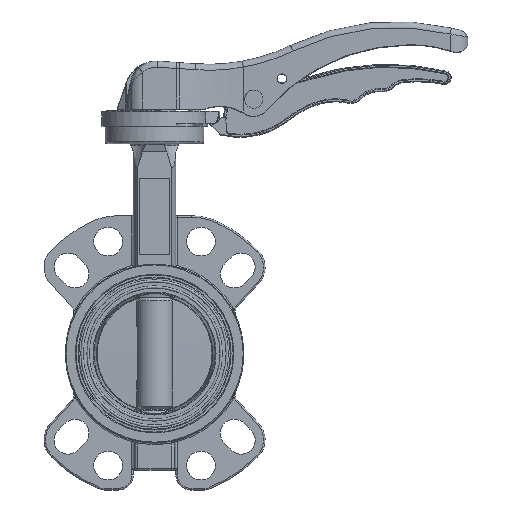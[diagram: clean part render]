
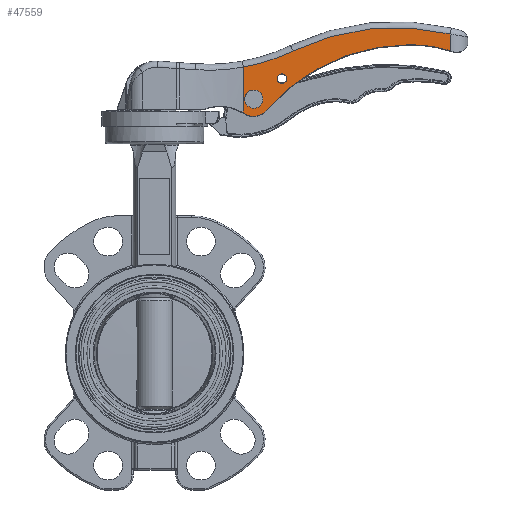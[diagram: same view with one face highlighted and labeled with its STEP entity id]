
A CAD part, top view. The second image highlights one B-rep face of the part: STEP entity #47559.
In plain terms, the highlighted planar face has unit normal (0, 0, 1).
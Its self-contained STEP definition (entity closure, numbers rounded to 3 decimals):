
#27781 = CARTESIAN_POINT ( 'NONE',  ( 168.179, 203.83, 11.75 ) ) ;
#27817 = CARTESIAN_POINT ( 'NONE',  ( 73.632, 160.358, 11.75 ) ) ;
#27825 = CARTESIAN_POINT ( 'NONE',  ( 58.66, 158.725, 11.75 ) ) ;
#27838 = CARTESIAN_POINT ( 'NONE',  ( 42.66, 132.7, 11.75 ) ) ;
#27839 = FACE_BOUND ( 'NONE', #47603, .T. ) ;
#27842 = CARTESIAN_POINT ( 'NONE',  ( 58.66, 246.4, 11.75 ) ) ;
#27843 = AXIS2_PLACEMENT_3D ( 'NONE', #27858, #27893, #27892 ) ;
#27844 = DIRECTION ( 'NONE',  ( 0., -1., 0. ) ) ;
#27845 = VECTOR ( 'NONE', #27844, 1000. ) ;
#27846 = PLANE ( 'NONE',  #27847 ) ;
#27847 = AXIS2_PLACEMENT_3D ( 'NONE', #27842, #27882, #27881 ) ;
#27848 = CIRCLE ( 'NONE', #27852, 30.55 ) ;
#27849 = FACE_OUTER_BOUND ( 'NONE', #47560, .T. ) ;
#27850 = DIRECTION ( 'NONE',  ( -1., 0., 0. ) ) ;
#27851 = DIRECTION ( 'NONE',  ( 0., 0., -1. ) ) ;
#27852 = AXIS2_PLACEMENT_3D ( 'NONE', #27838, #27898, #27897 ) ;
#27853 = CARTESIAN_POINT ( 'NONE',  ( 58.66, 246.4, 11.75 ) ) ;
#27854 = CARTESIAN_POINT ( 'NONE',  ( 35.5, 315.943, 11.75 ) ) ;
#27855 = CIRCLE ( 'NONE', #27859, 129. ) ;
#27858 = CARTESIAN_POINT ( 'NONE',  ( 65.5, 167.9, 11.75 ) ) ;
#27859 = AXIS2_PLACEMENT_3D ( 'NONE', #27854, #27851, #27850 ) ;
#27860 = LINE ( 'NONE', #27853, #27845 ) ;
#27867 = DIRECTION ( 'NONE',  ( -1., 0., 0. ) ) ;
#27868 = DIRECTION ( 'NONE',  ( 0., 0., -1. ) ) ;
#27869 = CARTESIAN_POINT ( 'NONE',  ( 168.5, 78.58, 11.75 ) ) ;
#27870 = CARTESIAN_POINT ( 'NONE',  ( 59.306, 158.316, 11.75 ) ) ;
#27871 = CARTESIAN_POINT ( 'NONE',  ( 91.468, 199.716, 11.75 ) ) ;
#27872 = AXIS2_PLACEMENT_3D ( 'NONE', #27880, #27924, #27923 ) ;
#27874 = DIRECTION ( 'NONE',  ( -1., 0., 0. ) ) ;
#27875 = DIRECTION ( 'NONE',  ( 0., 0., -1. ) ) ;
#27876 = CARTESIAN_POINT ( 'NONE',  ( 168.415, 111.58, 11.75 ) ) ;
#27877 = AXIS2_PLACEMENT_3D ( 'NONE', #27876, #27875, #27874 ) ;
#27878 = CIRCLE ( 'NONE', #27877, 92.25 ) ;
#27879 = CIRCLE ( 'NONE', #27887, 125.25 ) ;
#27880 = CARTESIAN_POINT ( 'NONE',  ( 158.932, 59.614, 11.75 ) ) ;
#27881 = DIRECTION ( 'NONE',  ( -1., 0., 0. ) ) ;
#27882 = DIRECTION ( 'NONE',  ( 0., 0., -1. ) ) ;
#27884 = DIRECTION ( 'NONE',  ( -1., 0., 0. ) ) ;
#27885 = DIRECTION ( 'NONE',  ( 0., 0., 1. ) ) ;
#27886 = CARTESIAN_POINT ( 'NONE',  ( 65.3, 167.54, 11.75 ) ) ;
#27887 = AXIS2_PLACEMENT_3D ( 'NONE', #27869, #27868, #27867 ) ;
#27888 = FACE_BOUND ( 'NONE', #47558, .T. ) ;
#27889 = CIRCLE ( 'NONE', #27896, 11. ) ;
#27891 = CARTESIAN_POINT ( 'NONE',  ( 195., 210.873, 11.75 ) ) ;
#27892 = DIRECTION ( 'NONE',  ( -1., 0., 0. ) ) ;
#27893 = DIRECTION ( 'NONE',  ( 0., 0., -1. ) ) ;
#27894 = CIRCLE ( 'NONE', #27843, 6. ) ;
#27895 = CARTESIAN_POINT ( 'NONE',  ( 58.66, 189.039, 11.75 ) ) ;
#27896 = AXIS2_PLACEMENT_3D ( 'NONE', #27886, #27885, #27884 ) ;
#27897 = DIRECTION ( 'NONE',  ( -1., 0., 0. ) ) ;
#27898 = DIRECTION ( 'NONE',  ( 0., 0., -1. ) ) ;
#27916 = DIRECTION ( 'NONE',  ( 0., -1., 0. ) ) ;
#27917 = VECTOR ( 'NONE', #27916, 1000. ) ;
#27918 = CARTESIAN_POINT ( 'NONE',  ( 195., 246.4, 11.75 ) ) ;
#27919 = LINE ( 'NONE', #27918, #27917 ) ;
#27921 = CARTESIAN_POINT ( 'NONE',  ( 195., 199.917, 11.75 ) ) ;
#27923 = DIRECTION ( 'NONE',  ( -1., 0., 0. ) ) ;
#27924 = DIRECTION ( 'NONE',  ( 0., 0., 1. ) ) ;
#27925 = CIRCLE ( 'NONE', #27872, 155.5 ) ;
#27966 = DIRECTION ( 'NONE',  ( -1., 0., 0. ) ) ;
#27967 = DIRECTION ( 'NONE',  ( 0., 0., -1. ) ) ;
#27973 = CARTESIAN_POINT ( 'NONE',  ( 84., 181.4, 11.75 ) ) ;
#27974 = CIRCLE ( 'NONE', #27984, 3.15 ) ;
#27984 = AXIS2_PLACEMENT_3D ( 'NONE', #27973, #27967, #27966 ) ;
#33912 = CARTESIAN_POINT ( 'NONE',  ( 80.85, 181.4, 11.75 ) ) ;
#33915 = VERTEX_POINT ( 'NONE', #33912 ) ;
#33916 = CARTESIAN_POINT ( 'NONE',  ( 59.5, 167.9, 11.75 ) ) ;
#33919 = VERTEX_POINT ( 'NONE', #33916 ) ;
#47508 = VERTEX_POINT ( 'NONE', #27781 ) ;
#47513 = VERTEX_POINT ( 'NONE', #27817 ) ;
#47546 = EDGE_CURVE ( 'NONE', #47568, #47557, #27855, .T. ) ;
#47547 = ORIENTED_EDGE ( 'NONE', *, *, #47554, .T. ) ;
#47548 = VERTEX_POINT ( 'NONE', #27825 ) ;
#47549 = EDGE_CURVE ( 'NONE', #47557, #47548, #27860, .T. ) ;
#47550 = ORIENTED_EDGE ( 'NONE', *, *, #47549, .T. ) ;
#47551 = EDGE_CURVE ( 'NONE', #47548, #47569, #27848, .T. ) ;
#47552 = EDGE_CURVE ( 'NONE', #33919, #33919, #27894, .T. ) ;
#47553 = ORIENTED_EDGE ( 'NONE', *, *, #47551, .T. ) ;
#47554 = EDGE_CURVE ( 'NONE', #47569, #47513, #27889, .T. ) ;
#47555 = ORIENTED_EDGE ( 'NONE', *, *, #47552, .T. ) ;
#47557 = VERTEX_POINT ( 'NONE', #27895 ) ;
#47558 = EDGE_LOOP ( 'NONE', ( #47555 ) ) ;
#47559 = ADVANCED_FACE ( 'NONE', ( #27849, #27839, #27888 ), #27846, .F. ) ;
#47560 = EDGE_LOOP ( 'NONE', ( #47562, #47561, #47566, #47570, #47565, #47550, #47553, #47547 ) ) ;
#47561 = ORIENTED_EDGE ( 'NONE', *, *, #47563, .T. ) ;
#47562 = ORIENTED_EDGE ( 'NONE', *, *, #47564, .T. ) ;
#47563 = EDGE_CURVE ( 'NONE', #47508, #47573, #27878, .T. ) ;
#47564 = EDGE_CURVE ( 'NONE', #47513, #47508, #27879, .T. ) ;
#47565 = ORIENTED_EDGE ( 'NONE', *, *, #47546, .T. ) ;
#47566 = ORIENTED_EDGE ( 'NONE', *, *, #47572, .F. ) ;
#47567 = VERTEX_POINT ( 'NONE', #27891 ) ;
#47568 = VERTEX_POINT ( 'NONE', #27871 ) ;
#47569 = VERTEX_POINT ( 'NONE', #27870 ) ;
#47570 = ORIENTED_EDGE ( 'NONE', *, *, #47571, .T. ) ;
#47571 = EDGE_CURVE ( 'NONE', #47567, #47568, #27925, .T. ) ;
#47572 = EDGE_CURVE ( 'NONE', #47567, #47573, #27919, .T. ) ;
#47573 = VERTEX_POINT ( 'NONE', #27921 ) ;
#47603 = EDGE_LOOP ( 'NONE', ( #47606 ) ) ;
#47604 = EDGE_CURVE ( 'NONE', #33915, #33915, #27974, .T. ) ;
#47606 = ORIENTED_EDGE ( 'NONE', *, *, #47604, .T. ) ;
